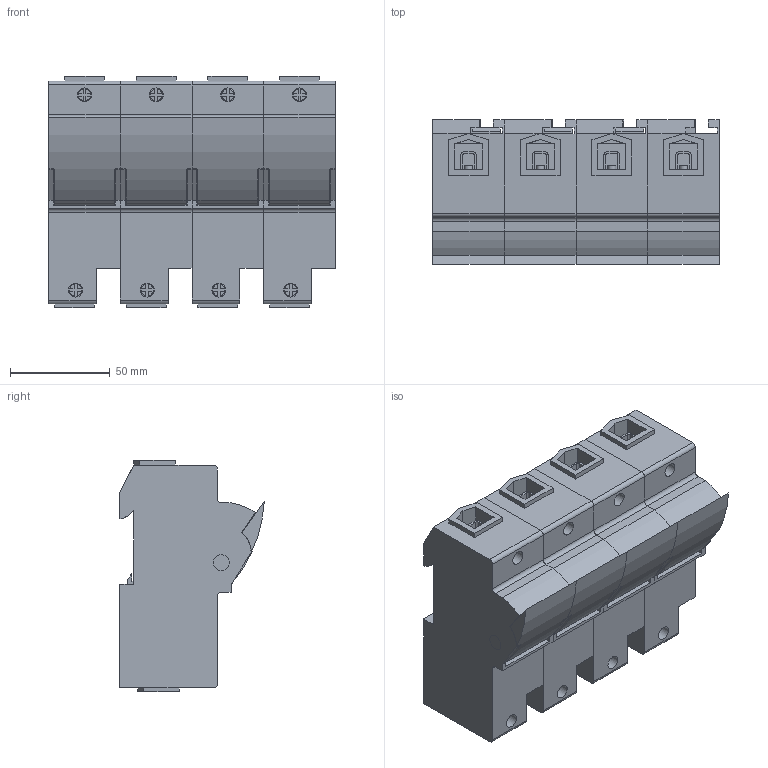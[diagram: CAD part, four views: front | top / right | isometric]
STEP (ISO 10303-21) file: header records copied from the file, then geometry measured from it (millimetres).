
FILE_DESCRIPTION(/* description */ ('STEP AP214'),/* implementation_level */ '2;1');
FILE_NAME(/* name */ '31124',/* time_stamp */ '2024-11-11T16:51:03+01:00',/* author */ ('License CC BY-ND 4.0'),/* organization */ ('CADENAS'),/* preprocessor_version */ 'ST-DEVELOPER v19.3',/* originating_system */ 'PARTsolutions',/* authorisation */ ' ');
FILE_SCHEMA (('AUTOMOTIVE_DESIGN {1 0 10303 214 3 1 1}'));
Length unit declared in the file: millimetre
Products named in the file (6): 31124; Basis22x5814; Basis22x5801; Handhabe22x58_Schnapp; 30414000; Schnapp14_Handhabe
Assembly tree (19 placements, depth 2):
  31124
    Basis22x5814
    Basis22x5801  x3
    Handhabe22x58_Schnapp  x4
    30414000  x8
    Schnapp14_Handhabe  x3
Bounding box: 144 x 72.62 x 116.5 mm (x, y, z)
Volume: 636522.2 mm3; surface area: 184033.5 mm2
Topology: 19 solids, 19 shells, 798 faces, 2144 edges, 1412 vertices
Faces by surface type: plane 612, cylinder 170, torus 16
Full cylindrical faces by diameter (mm): 4 x16, 7 x8, 8 x32
Entity records: 7867 total; most frequent: CARTESIAN_POINT 1380, ORIENTED_EDGE 1290, DIRECTION 1268, EDGE_CURVE 645, LINE 534, VECTOR 534, VERTEX_POINT 435, AXIS2_PLACEMENT_3D 367
